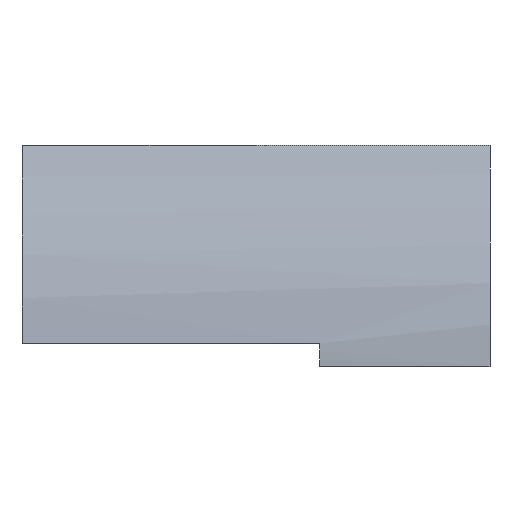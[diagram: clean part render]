
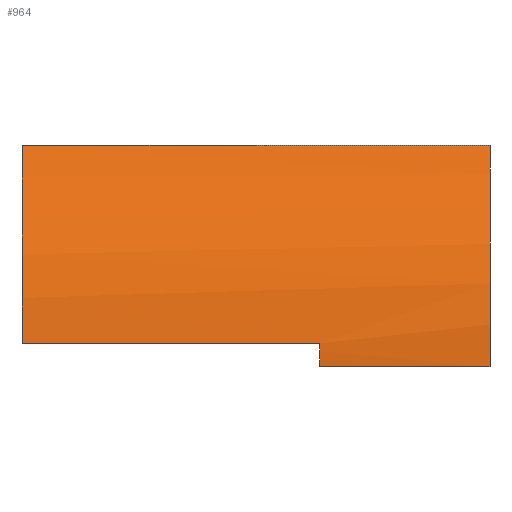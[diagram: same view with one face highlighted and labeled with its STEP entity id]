
A CAD part, front view. The second image highlights one B-rep face of the part: STEP entity #964.
In plain terms, the highlighted cylindrical face has radius 2.185 mm (diameter 4.37 mm), a partial arc.
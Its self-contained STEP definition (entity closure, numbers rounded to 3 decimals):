
#24 = VERTEX_POINT('',#25);
#25 = CARTESIAN_POINT('',(-0.591,-2.178,0.18));
#164 = SURFACE_OF_REVOLUTION('',#165,#170);
#165 = PARABOLA('',#166,0.75);
#166 = AXIS2_PLACEMENT_3D('',#167,#168,#169);
#167 = CARTESIAN_POINT('',(1.,0.,0.));
#168 = DIRECTION('',(0.,0.,1.));
#169 = DIRECTION('',(-1.,0.,0.));
#170 = AXIS1_PLACEMENT('',#171,#172);
#171 = CARTESIAN_POINT('',(0.,0.,0.));
#172 = DIRECTION('',(1.,0.,0.));
#312 = PLANE('',#313);
#313 = AXIS2_PLACEMENT_3D('',#314,#315,#316);
#314 = CARTESIAN_POINT('',(-0.591,-2.185,0.18));
#315 = DIRECTION('',(0.,0.,1.));
#316 = DIRECTION('',(1.,0.,0.));
#486 = VERTEX_POINT('',#487);
#487 = CARTESIAN_POINT('',(-0.591,-1.373,1.7));
#579 = PLANE('',#580);
#580 = AXIS2_PLACEMENT_3D('',#581,#582,#583);
#581 = CARTESIAN_POINT('',(-0.591,-2.185,1.7));
#582 = DIRECTION('',(0.,0.,1.));
#583 = DIRECTION('',(1.,0.,0.));
#630 = EDGE_CURVE('',#486,#24,#631,.T.);
#631 = SURFACE_CURVE('',#632,(#637,#644),.PCURVE_S1.);
#632 = CIRCLE('',#633,2.185);
#633 = AXIS2_PLACEMENT_3D('',#634,#635,#636);
#634 = CARTESIAN_POINT('',(-0.591,0.,0.));
#635 = DIRECTION('',(1.,0.,0.));
#636 = DIRECTION('',(0.,1.,0.));
#637 = PCURVE('',#164,#638);
#638 = DEFINITIONAL_REPRESENTATION('',(#639),#643);
#639 = LINE('',#640,#641);
#640 = CARTESIAN_POINT('',(0.,-2.185));
#641 = VECTOR('',#642,1.);
#642 = DIRECTION('',(1.,0.));
#643 = ( GEOMETRIC_REPRESENTATION_CONTEXT(2) 
PARAMETRIC_REPRESENTATION_CONTEXT() REPRESENTATION_CONTEXT('2D SPACE',''
  ) );
#644 = PCURVE('',#645,#650);
#645 = CYLINDRICAL_SURFACE('',#646,2.185);
#646 = AXIS2_PLACEMENT_3D('',#647,#648,#649);
#647 = CARTESIAN_POINT('',(-0.591,0.,0.));
#648 = DIRECTION('',(1.,0.,0.));
#649 = DIRECTION('',(0.,1.,0.));
#650 = DEFINITIONAL_REPRESENTATION('',(#651),#655);
#651 = LINE('',#652,#653);
#652 = CARTESIAN_POINT('',(0.,0.));
#653 = VECTOR('',#654,1.);
#654 = DIRECTION('',(1.,0.));
#655 = ( GEOMETRIC_REPRESENTATION_CONTEXT(2) 
PARAMETRIC_REPRESENTATION_CONTEXT() REPRESENTATION_CONTEXT('2D SPACE',''
  ) );
#792 = EDGE_CURVE('',#24,#793,#795,.T.);
#793 = VERTEX_POINT('',#794);
#794 = CARTESIAN_POINT('',(1.695,-2.178,0.18));
#795 = SURFACE_CURVE('',#796,(#800,#806),.PCURVE_S1.);
#796 = LINE('',#797,#798);
#797 = CARTESIAN_POINT('',(-0.591,-2.178,0.18));
#798 = VECTOR('',#799,1.);
#799 = DIRECTION('',(1.,0.,0.));
#800 = PCURVE('',#312,#801);
#801 = DEFINITIONAL_REPRESENTATION('',(#802),#805);
#802 = B_SPLINE_CURVE_WITH_KNOTS('',1,(#803,#804),.UNSPECIFIED.,.F.,.F.,
  (2,2),(0.,2.515),.PIECEWISE_BEZIER_KNOTS.);
#803 = CARTESIAN_POINT('',(0.,0.007));
#804 = CARTESIAN_POINT('',(2.515,0.007));
#805 = ( GEOMETRIC_REPRESENTATION_CONTEXT(2) 
PARAMETRIC_REPRESENTATION_CONTEXT() REPRESENTATION_CONTEXT('2D SPACE',''
  ) );
#806 = PCURVE('',#645,#807);
#807 = DEFINITIONAL_REPRESENTATION('',(#808),#811);
#808 = B_SPLINE_CURVE_WITH_KNOTS('',1,(#809,#810),.UNSPECIFIED.,.F.,.F.,
  (2,2),(0.,2.515),.PIECEWISE_BEZIER_KNOTS.);
#809 = CARTESIAN_POINT('',(3.059,0.));
#810 = CARTESIAN_POINT('',(3.059,2.515));
#811 = ( GEOMETRIC_REPRESENTATION_CONTEXT(2) 
PARAMETRIC_REPRESENTATION_CONTEXT() REPRESENTATION_CONTEXT('2D SPACE',''
  ) );
#829 = PLANE('',#830);
#830 = AXIS2_PLACEMENT_3D('',#831,#832,#833);
#831 = CARTESIAN_POINT('',(1.695,-2.185,0.));
#832 = DIRECTION('',(1.,0.,0.));
#833 = DIRECTION('',(0.,0.,1.));
#903 = PLANE('',#904);
#904 = AXIS2_PLACEMENT_3D('',#905,#906,#907);
#905 = CARTESIAN_POINT('',(3.,0.,0.));
#906 = DIRECTION('',(1.,0.,0.));
#907 = DIRECTION('',(0.,1.,0.));
#964 = ADVANCED_FACE('',(#965),#645,.T.);
#965 = FACE_BOUND('',#966,.T.);
#966 = EDGE_LOOP('',(#967,#988,#989,#990,#1014,#1042));
#967 = ORIENTED_EDGE('',*,*,#968,.F.);
#968 = EDGE_CURVE('',#486,#969,#971,.T.);
#969 = VERTEX_POINT('',#970);
#970 = CARTESIAN_POINT('',(3.,-1.373,1.7));
#971 = SURFACE_CURVE('',#972,(#976,#982),.PCURVE_S1.);
#972 = LINE('',#973,#974);
#973 = CARTESIAN_POINT('',(-0.591,-1.373,1.7));
#974 = VECTOR('',#975,1.);
#975 = DIRECTION('',(1.,0.,0.));
#976 = PCURVE('',#645,#977);
#977 = DEFINITIONAL_REPRESENTATION('',(#978),#981);
#978 = B_SPLINE_CURVE_WITH_KNOTS('',1,(#979,#980),.UNSPECIFIED.,.F.,.F.,
  (2,2),(0.,3.591),.PIECEWISE_BEZIER_KNOTS.);
#979 = CARTESIAN_POINT('',(2.25,0.));
#980 = CARTESIAN_POINT('',(2.25,3.591));
#981 = ( GEOMETRIC_REPRESENTATION_CONTEXT(2) 
PARAMETRIC_REPRESENTATION_CONTEXT() REPRESENTATION_CONTEXT('2D SPACE',''
  ) );
#982 = PCURVE('',#579,#983);
#983 = DEFINITIONAL_REPRESENTATION('',(#984),#987);
#984 = B_SPLINE_CURVE_WITH_KNOTS('',1,(#985,#986),.UNSPECIFIED.,.F.,.F.,
  (2,2),(0.,3.591),.PIECEWISE_BEZIER_KNOTS.);
#985 = CARTESIAN_POINT('',(0.,0.812));
#986 = CARTESIAN_POINT('',(3.591,0.812));
#987 = ( GEOMETRIC_REPRESENTATION_CONTEXT(2) 
PARAMETRIC_REPRESENTATION_CONTEXT() REPRESENTATION_CONTEXT('2D SPACE',''
  ) );
#988 = ORIENTED_EDGE('',*,*,#630,.T.);
#989 = ORIENTED_EDGE('',*,*,#792,.T.);
#990 = ORIENTED_EDGE('',*,*,#991,.T.);
#991 = EDGE_CURVE('',#793,#992,#994,.T.);
#992 = VERTEX_POINT('',#993);
#993 = CARTESIAN_POINT('',(1.695,-2.185,0.));
#994 = SURFACE_CURVE('',#995,(#1000,#1007),.PCURVE_S1.);
#995 = CIRCLE('',#996,2.185);
#996 = AXIS2_PLACEMENT_3D('',#997,#998,#999);
#997 = CARTESIAN_POINT('',(1.695,0.,0.));
#998 = DIRECTION('',(1.,0.,0.));
#999 = DIRECTION('',(0.,1.,0.));
#1000 = PCURVE('',#645,#1001);
#1001 = DEFINITIONAL_REPRESENTATION('',(#1002),#1006);
#1002 = LINE('',#1003,#1004);
#1003 = CARTESIAN_POINT('',(0.,2.286));
#1004 = VECTOR('',#1005,1.);
#1005 = DIRECTION('',(1.,0.));
#1006 = ( GEOMETRIC_REPRESENTATION_CONTEXT(2) 
PARAMETRIC_REPRESENTATION_CONTEXT() REPRESENTATION_CONTEXT('2D SPACE',''
  ) );
#1007 = PCURVE('',#829,#1008);
#1008 = DEFINITIONAL_REPRESENTATION('',(#1009),#1013);
#1009 = CIRCLE('',#1010,2.185);
#1010 = AXIS2_PLACEMENT_2D('',#1011,#1012);
#1011 = CARTESIAN_POINT('',(0.,-2.185));
#1012 = DIRECTION('',(0.,-1.));
#1013 = ( GEOMETRIC_REPRESENTATION_CONTEXT(2) 
PARAMETRIC_REPRESENTATION_CONTEXT() REPRESENTATION_CONTEXT('2D SPACE',''
  ) );
#1014 = ORIENTED_EDGE('',*,*,#1015,.T.);
#1015 = EDGE_CURVE('',#992,#1016,#1018,.T.);
#1016 = VERTEX_POINT('',#1017);
#1017 = CARTESIAN_POINT('',(3.,-2.185,0.));
#1018 = SURFACE_CURVE('',#1019,(#1023,#1030),.PCURVE_S1.);
#1019 = LINE('',#1020,#1021);
#1020 = CARTESIAN_POINT('',(-0.591,-2.185,0.));
#1021 = VECTOR('',#1022,1.);
#1022 = DIRECTION('',(1.,0.,0.));
#1023 = PCURVE('',#645,#1024);
#1024 = DEFINITIONAL_REPRESENTATION('',(#1025),#1029);
#1025 = LINE('',#1026,#1027);
#1026 = CARTESIAN_POINT('',(3.142,0.));
#1027 = VECTOR('',#1028,1.);
#1028 = DIRECTION('',(0.,1.));
#1029 = ( GEOMETRIC_REPRESENTATION_CONTEXT(2) 
PARAMETRIC_REPRESENTATION_CONTEXT() REPRESENTATION_CONTEXT('2D SPACE',''
  ) );
#1030 = PCURVE('',#1031,#1036);
#1031 = PLANE('',#1032);
#1032 = AXIS2_PLACEMENT_3D('',#1033,#1034,#1035);
#1033 = CARTESIAN_POINT('',(1.503,-1.284,0.));
#1034 = DIRECTION('',(0.,0.,-1.));
#1035 = DIRECTION('',(1.,0.,0.));
#1036 = DEFINITIONAL_REPRESENTATION('',(#1037),#1041);
#1037 = LINE('',#1038,#1039);
#1038 = CARTESIAN_POINT('',(-2.095,0.901));
#1039 = VECTOR('',#1040,1.);
#1040 = DIRECTION('',(1.,0.));
#1041 = ( GEOMETRIC_REPRESENTATION_CONTEXT(2) 
PARAMETRIC_REPRESENTATION_CONTEXT() REPRESENTATION_CONTEXT('2D SPACE',''
  ) );
#1042 = ORIENTED_EDGE('',*,*,#1043,.F.);
#1043 = EDGE_CURVE('',#969,#1016,#1044,.T.);
#1044 = SURFACE_CURVE('',#1045,(#1050,#1057),.PCURVE_S1.);
#1045 = CIRCLE('',#1046,2.185);
#1046 = AXIS2_PLACEMENT_3D('',#1047,#1048,#1049);
#1047 = CARTESIAN_POINT('',(3.,0.,0.));
#1048 = DIRECTION('',(1.,0.,0.));
#1049 = DIRECTION('',(0.,1.,0.));
#1050 = PCURVE('',#645,#1051);
#1051 = DEFINITIONAL_REPRESENTATION('',(#1052),#1056);
#1052 = LINE('',#1053,#1054);
#1053 = CARTESIAN_POINT('',(0.,3.591));
#1054 = VECTOR('',#1055,1.);
#1055 = DIRECTION('',(1.,0.));
#1056 = ( GEOMETRIC_REPRESENTATION_CONTEXT(2) 
PARAMETRIC_REPRESENTATION_CONTEXT() REPRESENTATION_CONTEXT('2D SPACE',''
  ) );
#1057 = PCURVE('',#903,#1058);
#1058 = DEFINITIONAL_REPRESENTATION('',(#1059),#1063);
#1059 = CIRCLE('',#1060,2.185);
#1060 = AXIS2_PLACEMENT_2D('',#1061,#1062);
#1061 = CARTESIAN_POINT('',(0.,0.));
#1062 = DIRECTION('',(1.,-0.));
#1063 = ( GEOMETRIC_REPRESENTATION_CONTEXT(2) 
PARAMETRIC_REPRESENTATION_CONTEXT() REPRESENTATION_CONTEXT('2D SPACE',''
  ) );
